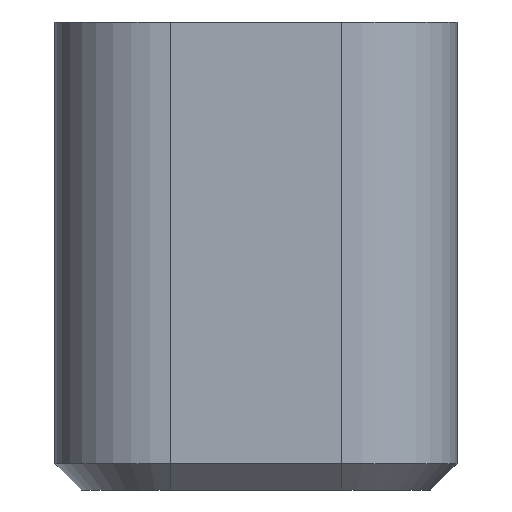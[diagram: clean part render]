
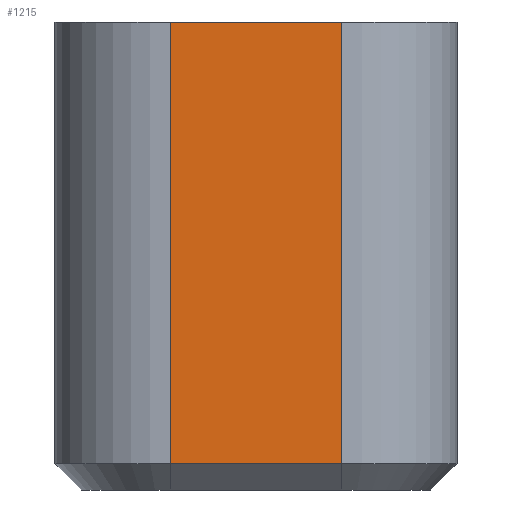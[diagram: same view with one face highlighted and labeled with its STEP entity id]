
A CAD part, front view. The second image highlights one B-rep face of the part: STEP entity #1215.
In plain terms, the highlighted planar face has unit normal (0, -1, 0).
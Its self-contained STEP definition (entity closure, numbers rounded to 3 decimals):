
#78=PLANE('',#1353);
#149=FACE_OUTER_BOUND('',#229,.T.);
#229=EDGE_LOOP('',(#1114,#1115,#1116,#1117));
#319=LINE('',#1848,#437);
#382=LINE('',#2029,#500);
#395=LINE('',#2062,#513);
#396=LINE('',#2064,#514);
#437=VECTOR('',#1477,10.);
#500=VECTOR('',#1668,10.);
#513=VECTOR('',#1717,10.);
#514=VECTOR('',#1720,10.);
#557=VERTEX_POINT('',#1845);
#558=VERTEX_POINT('',#1847);
#611=VERTEX_POINT('',#2023);
#612=VERTEX_POINT('',#2027);
#675=EDGE_CURVE('',#557,#558,#319,.T.);
#767=EDGE_CURVE('',#611,#612,#382,.T.);
#783=EDGE_CURVE('',#557,#612,#395,.T.);
#784=EDGE_CURVE('',#558,#611,#396,.T.);
#1114=ORIENTED_EDGE('',*,*,#767,.F.);
#1115=ORIENTED_EDGE('',*,*,#784,.F.);
#1116=ORIENTED_EDGE('',*,*,#675,.F.);
#1117=ORIENTED_EDGE('',*,*,#783,.T.);
#1215=ADVANCED_FACE('',(#149),#78,.T.);
#1353=AXIS2_PLACEMENT_3D('',#2063,#1718,#1719);
#1477=DIRECTION('',(1.,0.,0.));
#1668=DIRECTION('',(-1.,0.,0.));
#1717=DIRECTION('',(0.,0.,-1.));
#1718=DIRECTION('center_axis',(0.,-1.,0.));
#1719=DIRECTION('ref_axis',(-1.,0.,0.));
#1720=DIRECTION('',(0.,0.,-1.));
#1845=CARTESIAN_POINT('',(-1.3,-45.25,0.));
#1847=CARTESIAN_POINT('',(1.3,-45.25,0.));
#1848=CARTESIAN_POINT('',(-1.3,-45.25,0.));
#2023=CARTESIAN_POINT('',(1.3,-45.25,-6.7));
#2027=CARTESIAN_POINT('',(-1.3,-45.25,-6.7));
#2029=CARTESIAN_POINT('',(0.65,-45.25,-6.7));
#2062=CARTESIAN_POINT('',(-1.3,-45.25,0.));
#2063=CARTESIAN_POINT('Origin',(1.3,-45.25,0.));
#2064=CARTESIAN_POINT('',(1.3,-45.25,0.));
